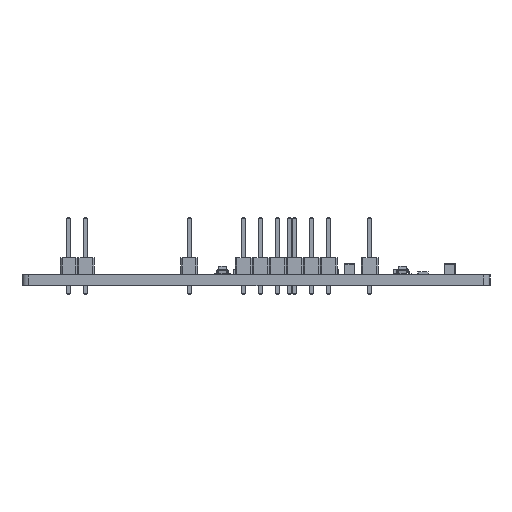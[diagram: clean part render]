
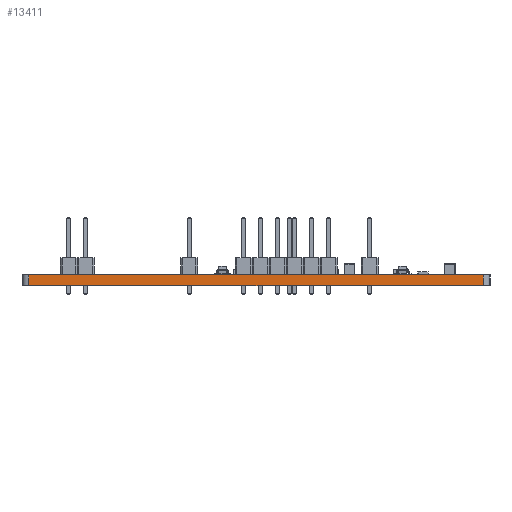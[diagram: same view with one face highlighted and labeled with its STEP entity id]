
A CAD part, left-side view. The second image highlights one B-rep face of the part: STEP entity #13411.
In plain terms, the highlighted planar face has unit normal (-1, 0, 0).
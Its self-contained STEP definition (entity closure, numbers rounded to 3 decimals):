
#12796 = VERTEX_POINT('',#12797);
#12797 = CARTESIAN_POINT('',(0.,-1.,0.));
#12804 = EDGE_CURVE('',#12805,#12796,#12807,.T.);
#12805 = VERTEX_POINT('',#12806);
#12806 = CARTESIAN_POINT('',(0.,-69.,0.));
#12807 = LINE('',#12808,#12809);
#12808 = CARTESIAN_POINT('',(0.,-69.,0.));
#12809 = VECTOR('',#12810,1.);
#12810 = DIRECTION('',(0.,1.,0.));
#13090 = VERTEX_POINT('',#13091);
#13091 = CARTESIAN_POINT('',(0.,-1.,1.6));
#13098 = EDGE_CURVE('',#13099,#13090,#13101,.T.);
#13099 = VERTEX_POINT('',#13100);
#13100 = CARTESIAN_POINT('',(0.,-69.,1.6));
#13101 = LINE('',#13102,#13103);
#13102 = CARTESIAN_POINT('',(0.,-69.,1.6));
#13103 = VECTOR('',#13104,1.);
#13104 = DIRECTION('',(0.,1.,0.));
#13381 = EDGE_CURVE('',#12796,#13090,#13382,.T.);
#13382 = LINE('',#13383,#13384);
#13383 = CARTESIAN_POINT('',(0.,-1.,0.));
#13384 = VECTOR('',#13385,1.);
#13385 = DIRECTION('',(0.,0.,1.));
#13411 = ADVANCED_FACE('',(#13412),#13423,.T.);
#13412 = FACE_BOUND('',#13413,.T.);
#13413 = EDGE_LOOP('',(#13414,#13420,#13421,#13422));
#13414 = ORIENTED_EDGE('',*,*,#13415,.T.);
#13415 = EDGE_CURVE('',#12805,#13099,#13416,.T.);
#13416 = LINE('',#13417,#13418);
#13417 = CARTESIAN_POINT('',(0.,-69.,0.));
#13418 = VECTOR('',#13419,1.);
#13419 = DIRECTION('',(0.,0.,1.));
#13420 = ORIENTED_EDGE('',*,*,#13098,.T.);
#13421 = ORIENTED_EDGE('',*,*,#13381,.F.);
#13422 = ORIENTED_EDGE('',*,*,#12804,.F.);
#13423 = PLANE('',#13424);
#13424 = AXIS2_PLACEMENT_3D('',#13425,#13426,#13427);
#13425 = CARTESIAN_POINT('',(0.,-69.,0.));
#13426 = DIRECTION('',(-1.,0.,0.));
#13427 = DIRECTION('',(0.,1.,0.));
